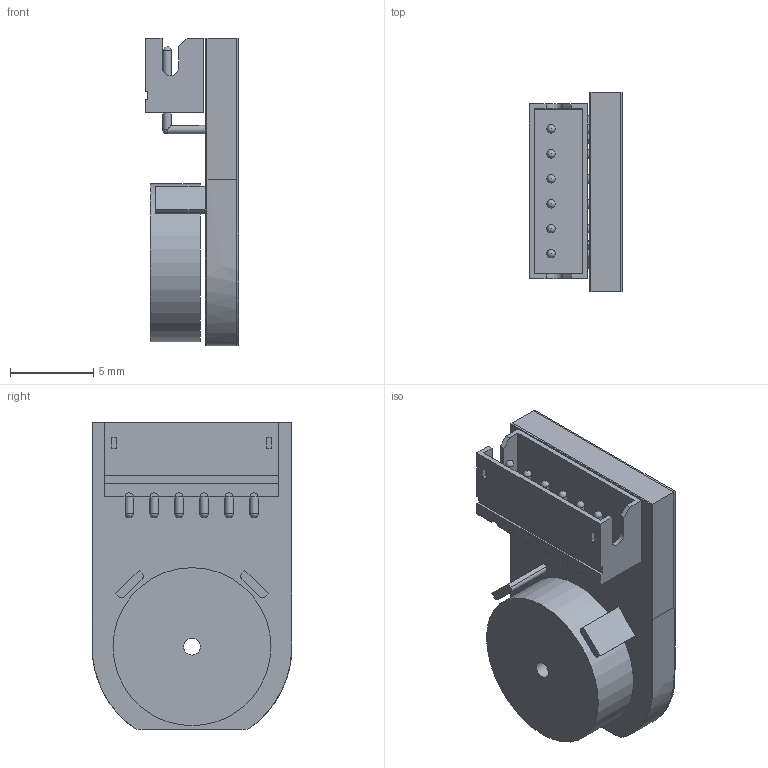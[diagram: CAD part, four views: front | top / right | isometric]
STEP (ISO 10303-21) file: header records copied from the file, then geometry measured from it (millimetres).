
FILE_DESCRIPTION(/* description */ ('','CAx-IF Rec.Pracs.---Representation and Presentation of Product Manufacturing Information (PMI)---4.0---2014-10-13'),/* implementation_level */ '2;1');
FILE_NAME(/* name */ 'encoder v2.step',/* time_stamp */ '2024-12-05T19:29:25Z',/* author */ (''),/* organization */ (''),/* preprocessor_version */ 'ST-DEVELOPER v20',/* originating_system */ 'Autodesk Translation Framework v13.20.0.188',/* authorisation */ '');
FILE_SCHEMA (('AP242_MANAGED_MODEL_BASED_3D_ENGINEERING_MIM_LF { 1 0 10303 442 1 1 4 }'));
Length unit declared in the file: millimetre
Products named in the file (1): encoder
Bounding box: 5.6 x 12 x 18.5 mm (x, y, z)
Volume: 695.7 mm3; surface area: 2037 mm2
Topology: 5 solids, 5 shells, 408 faces, 1145 edges, 764 vertices
Faces by surface type: bspline 175, plane 174, cylinder 47, sphere 12
Full cylindrical faces by diameter (mm): 0.5 x18, 1 x4, 9.5 x1
Entity records: 14994 total; most frequent: CARTESIAN_POINT 5443, ORIENTED_EDGE 2266, DIRECTION 1385, EDGE_CURVE 1133, VERTEX_POINT 764, LINE 645, VECTOR 645, EDGE_LOOP 449
